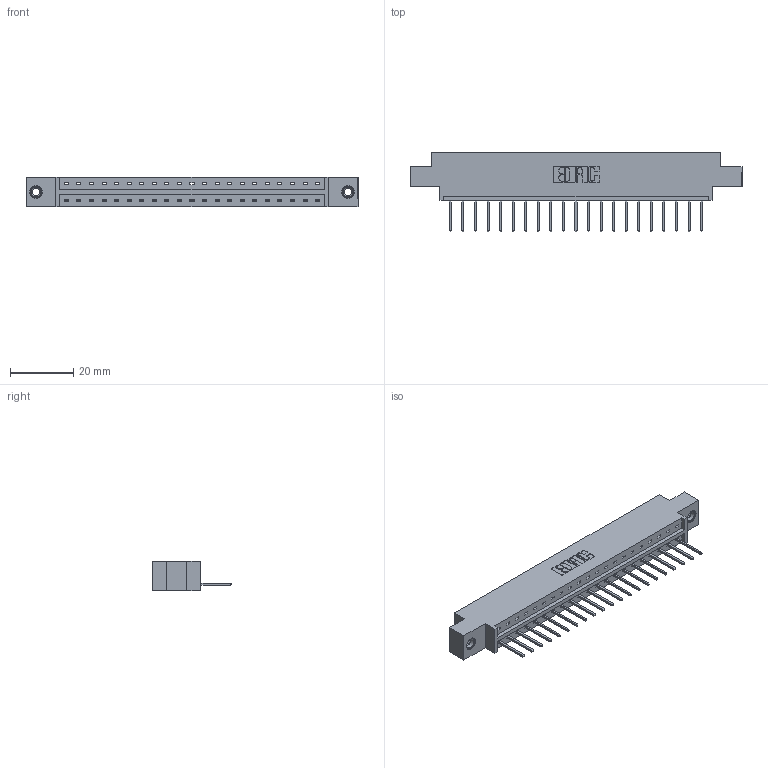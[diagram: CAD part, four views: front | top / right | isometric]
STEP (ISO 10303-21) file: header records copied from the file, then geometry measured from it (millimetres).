
FILE_DESCRIPTION (( 'STEP AP203' ), '1' );
FILE_NAME ('833-021-523-608.STEP', '2020-06-01T14:50:55', ( '' ), ( '' ), 'SwSTEP 2.0', 'SolidWorks 2020', '' );
FILE_SCHEMA (( 'CONFIG_CONTROL_DESIGN' ));
Length unit declared in the file: inch
Products named in the file (4): 833 Part_Offset - .156 Dia - TI; 345-292-001_345-293-123; 345-250-001_345-250-003-102; 833-021-523-608
Assembly tree (24 placements, depth 2):
  833-021-523-608
    833 Part_Offset - .156 Dia - TI
    345-292-001_345-293-123  x21
    345-250-001_345-250-003-102  x2
Bounding box: 104.75 x 25.15 x 9.4 mm (x, y, z)
Volume: 10117.7 mm3; surface area: 11055.1 mm2
Topology: 24 solids, 24 shells, 1396 faces, 4155 edges, 2734 vertices
Faces by surface type: plane 988, cylinder 392, cone 12, torus 4
Entity records: 16890 total; most frequent: CARTESIAN_POINT 2900, ORIENTED_EDGE 2850, DIRECTION 2521, EDGE_CURVE 1425, LINE 1277, VECTOR 1277, VERTEX_POINT 944, AXIS2_PLACEMENT_3D 622
